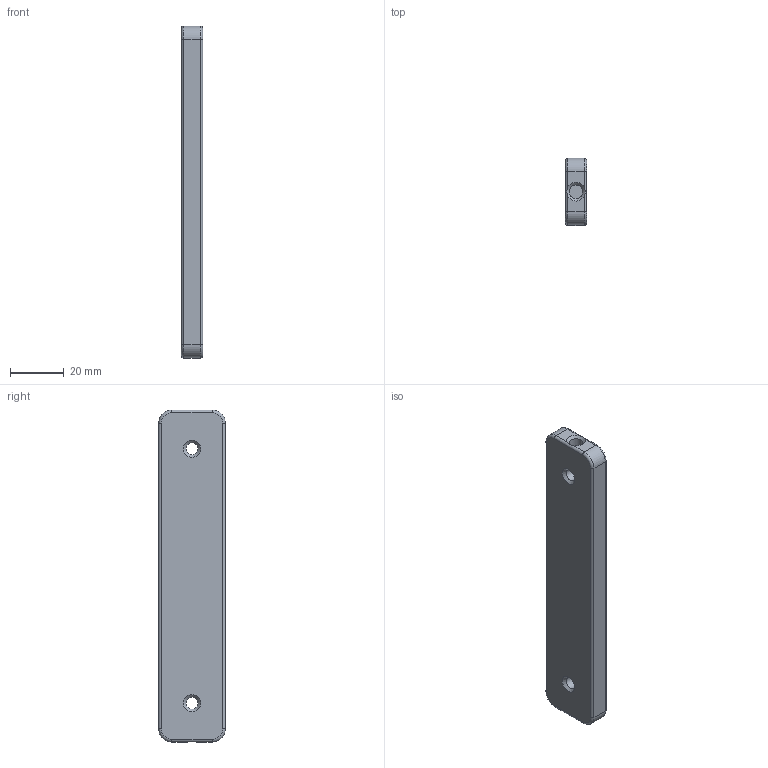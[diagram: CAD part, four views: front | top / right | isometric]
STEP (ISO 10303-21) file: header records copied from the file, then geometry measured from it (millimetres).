
FILE_DESCRIPTION(/* description */ (''),/* implementation_level */ '2;1');
FILE_NAME(/* name */ 'Camera_Adapter.stp',/* time_stamp */ '2023-11-28T11:47:39+01:00',/* author */ ('georg'),/* organization */ (''),/* preprocessor_version */ 'ST-DEVELOPER v19',/* originating_system */ 'Autodesk Inventor 2023',/* authorisation */ '');
FILE_SCHEMA (('AUTOMOTIVE_DESIGN { 1 0 10303 214 3 1 1 }'));
Length unit declared in the file: millimetre
Products named in the file (1): Camera_Adapter
Bounding box: 8 x 25 x 124 mm (x, y, z)
Volume: 23807.5 mm3; surface area: 8655.7 mm2
Topology: 1 solids, 1 shells, 40 faces, 96 edges, 58 vertices
Faces by surface type: cylinder 16, plane 10, torus 8, cone 6
Full cylindrical faces by diameter (mm): 4.5 x2, 5 x2
Entity records: 1262 total; most frequent: CARTESIAN_POINT 250, DIRECTION 224, ORIENTED_EDGE 192, EDGE_CURVE 96, AXIS2_PLACEMENT_3D 93, VERTEX_POINT 58, CIRCLE 52, EDGE_LOOP 44
